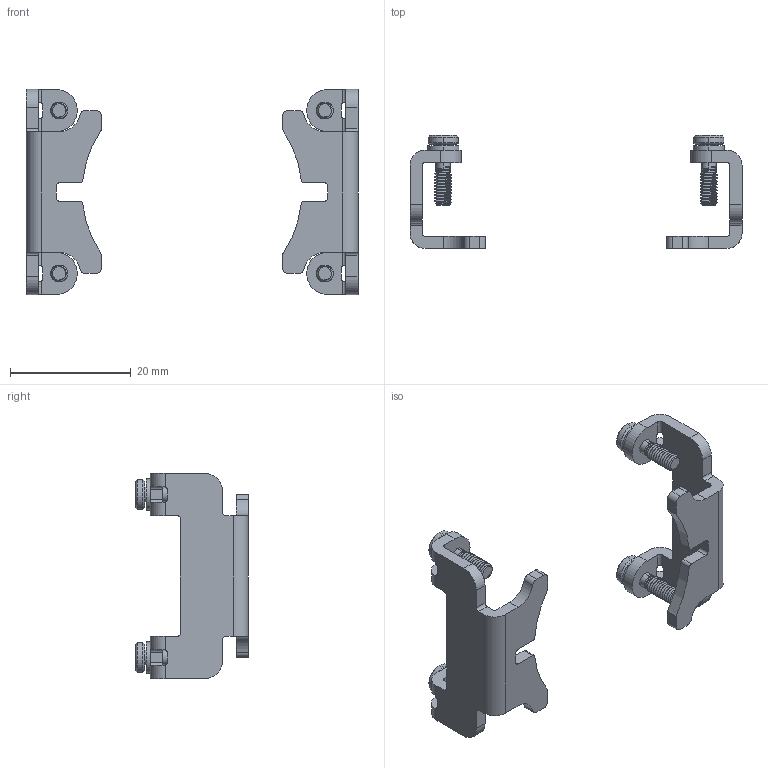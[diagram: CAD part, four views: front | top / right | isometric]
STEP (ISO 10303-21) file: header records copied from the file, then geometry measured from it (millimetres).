
FILE_DESCRIPTION((''),'2;1');
FILE_NAME('MSBR-1','2017-10-27T',('lishuang.ye'),(''),'PRO/ENGINEER BY PARAMETRIC TECHNOLOGY CORPORATION, 2010180','PRO/ENGINEER BY PARAMETRIC TECHNOLOGY CORPORATION, 2010180','');
FILE_SCHEMA(('AUTOMOTIVE_DESIGN_CC2 { 1 2 10303 214 -1 1 5 2 }'));
Length unit declared in the file: millimetre
Products named in the file (1): MSBR-1
Bounding box: 55 x 18.69 x 34 mm (x, y, z)
Volume: 2743.3 mm3; surface area: 4005.7 mm2
Topology: 6 solids, 6 shells, 422 faces, 1242 edges, 840 vertices
Faces by surface type: cylinder 206, plane 148, bspline 48, cone 20
Entity records: 25364 total; most frequent: CARTESIAN_POINT 14540, ORIENTED_EDGE 2484, DIRECTION 1942, EDGE_CURVE 1242, VERTEX_POINT 840, AXIS2_PLACEMENT_3D 654, VECTOR 634, LINE 634
